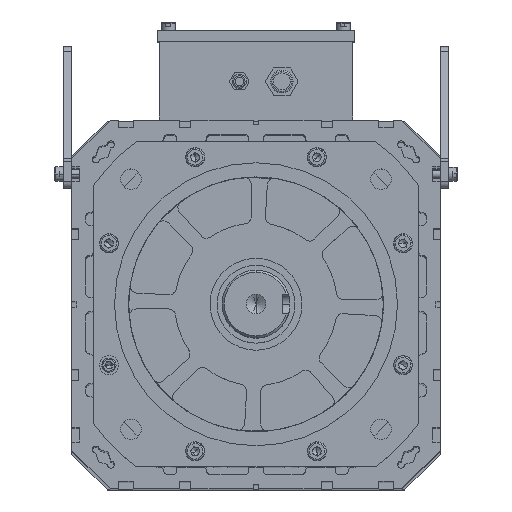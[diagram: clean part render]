
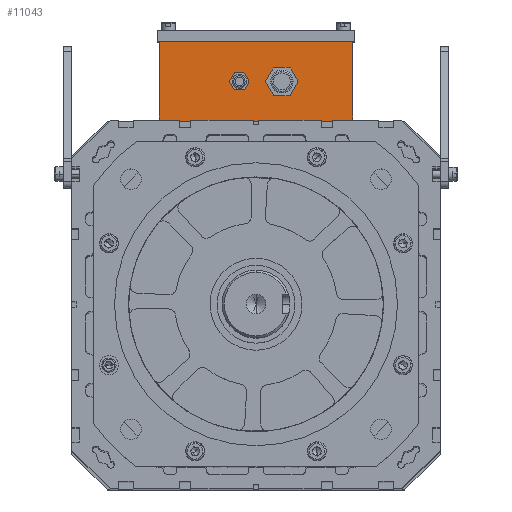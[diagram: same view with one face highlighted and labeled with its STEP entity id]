
A CAD part, top view. The second image highlights one B-rep face of the part: STEP entity #11043.
In plain terms, the highlighted face is planar.
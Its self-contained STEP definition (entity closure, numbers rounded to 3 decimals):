
#11 = EDGE_LOOP ( 'NONE', ( #5909, #17096 ) ) ;
#579 = FACE_OUTER_BOUND ( 'NONE', #28713, .T. ) ;
#1149 = CARTESIAN_POINT ( 'NONE',  ( -68.25, 77.5, 56. ) ) ;
#1754 = AXIS2_PLACEMENT_3D ( 'NONE', #28368, #22028, #17000 ) ;
#3268 = EDGE_CURVE ( 'NONE', #8292, #28788, #6366, .T. ) ;
#3366 = ORIENTED_EDGE ( 'NONE', *, *, #13346, .T. ) ;
#3775 = AXIS2_PLACEMENT_3D ( 'NONE', #27395, #11610, #11747 ) ;
#4433 = CARTESIAN_POINT ( 'NONE',  ( -68.25, 77.5, 0. ) ) ;
#5114 = CARTESIAN_POINT ( 'NONE',  ( 68.25, 77.5, 0. ) ) ;
#5444 = DIRECTION ( 'NONE',  ( 0., -1., 0. ) ) ;
#5909 = ORIENTED_EDGE ( 'NONE', *, *, #21654, .F. ) ;
#6162 = VERTEX_POINT ( 'NONE', #5114 ) ;
#6366 = CIRCLE ( 'NONE', #20060, 6. ) ;
#7269 = CARTESIAN_POINT ( 'NONE',  ( -18.25, 77.5, 28. ) ) ;
#8292 = VERTEX_POINT ( 'NONE', #12577 ) ;
#8916 = CARTESIAN_POINT ( 'NONE',  ( -68.25, 77.5, 0. ) ) ;
#9505 = CARTESIAN_POINT ( 'NONE',  ( -68.25, 77.5, 56. ) ) ;
#9585 = PLANE ( 'NONE',  #15769 ) ;
#10454 = ORIENTED_EDGE ( 'NONE', *, *, #11964, .F. ) ;
#11043 = ADVANCED_FACE ( 'NONE', ( #20685, #16109, #579 ), #9585, .F. ) ;
#11610 = DIRECTION ( 'NONE',  ( 0., 1., 0. ) ) ;
#11747 = DIRECTION ( 'NONE',  ( 0., 0., 1. ) ) ;
#11964 = EDGE_CURVE ( 'NONE', #12423, #26557, #28396, .T. ) ;
#12135 = CIRCLE ( 'NONE', #16837, 4. ) ;
#12423 = VERTEX_POINT ( 'NONE', #18001 ) ;
#12577 = CARTESIAN_POINT ( 'NONE',  ( -18.25, 77.5, 22. ) ) ;
#12794 = EDGE_CURVE ( 'NONE', #26557, #17027, #13394, .T. ) ;
#13346 = EDGE_CURVE ( 'NONE', #6162, #17027, #22792, .T. ) ;
#13394 = LINE ( 'NONE', #26818, #14722 ) ;
#13751 = CARTESIAN_POINT ( 'NONE',  ( 11.75, 77.5, 24. ) ) ;
#14032 = CIRCLE ( 'NONE', #1754, 6. ) ;
#14644 = VECTOR ( 'NONE', #21820, 1000. ) ;
#14722 = VECTOR ( 'NONE', #24310, 1000. ) ;
#14878 = CARTESIAN_POINT ( 'NONE',  ( 68.25, 77.5, 56. ) ) ;
#15015 = EDGE_CURVE ( 'NONE', #26733, #15977, #18868, .T. ) ;
#15513 = DIRECTION ( 'NONE',  ( 0., 0., 1. ) ) ;
#15769 = AXIS2_PLACEMENT_3D ( 'NONE', #1149, #5444, #19180 ) ;
#15977 = VERTEX_POINT ( 'NONE', #13751 ) ;
#16109 = FACE_BOUND ( 'NONE', #25416, .T. ) ;
#16824 = CARTESIAN_POINT ( 'NONE',  ( -18.25, 77.5, 34. ) ) ;
#16837 = AXIS2_PLACEMENT_3D ( 'NONE', #27008, #22434, #15513 ) ;
#17000 = DIRECTION ( 'NONE',  ( 0., 0., 1. ) ) ;
#17027 = VERTEX_POINT ( 'NONE', #4433 ) ;
#17096 = ORIENTED_EDGE ( 'NONE', *, *, #3268, .F. ) ;
#18001 = CARTESIAN_POINT ( 'NONE',  ( 68.25, 77.5, 56. ) ) ;
#18083 = DIRECTION ( 'NONE',  ( 0., 0., 1. ) ) ;
#18868 = CIRCLE ( 'NONE', #3775, 4. ) ;
#18944 = CARTESIAN_POINT ( 'NONE',  ( 11.75, 77.5, 32. ) ) ;
#19180 = DIRECTION ( 'NONE',  ( 0., 0., -1. ) ) ;
#19844 = CARTESIAN_POINT ( 'NONE',  ( -68.25, 77.5, 56. ) ) ;
#20060 = AXIS2_PLACEMENT_3D ( 'NONE', #7269, #25155, #18083 ) ;
#20133 = ORIENTED_EDGE ( 'NONE', *, *, #15015, .F. ) ;
#20286 = DIRECTION ( 'NONE',  ( -1., 0., 0. ) ) ;
#20627 = ORIENTED_EDGE ( 'NONE', *, *, #26386, .T. ) ;
#20685 = FACE_BOUND ( 'NONE', #11, .T. ) ;
#21654 = EDGE_CURVE ( 'NONE', #28788, #8292, #14032, .T. ) ;
#21820 = DIRECTION ( 'NONE',  ( 0., 0., -1. ) ) ;
#21972 = LINE ( 'NONE', #14878, #14644 ) ;
#22028 = DIRECTION ( 'NONE',  ( 0., 1., 0. ) ) ;
#22434 = DIRECTION ( 'NONE',  ( 0., 1., 0. ) ) ;
#22792 = LINE ( 'NONE', #8916, #27009 ) ;
#23454 = EDGE_CURVE ( 'NONE', #15977, #26733, #12135, .T. ) ;
#24310 = DIRECTION ( 'NONE',  ( 0., 0., -1. ) ) ;
#24991 = ORIENTED_EDGE ( 'NONE', *, *, #23454, .F. ) ;
#25155 = DIRECTION ( 'NONE',  ( 0., 1., 0. ) ) ;
#25404 = ORIENTED_EDGE ( 'NONE', *, *, #12794, .F. ) ;
#25416 = EDGE_LOOP ( 'NONE', ( #20133, #24991 ) ) ;
#25546 = VECTOR ( 'NONE', #26183, 1000. ) ;
#26183 = DIRECTION ( 'NONE',  ( -1., 0., 0. ) ) ;
#26386 = EDGE_CURVE ( 'NONE', #12423, #6162, #21972, .T. ) ;
#26557 = VERTEX_POINT ( 'NONE', #9505 ) ;
#26733 = VERTEX_POINT ( 'NONE', #18944 ) ;
#26818 = CARTESIAN_POINT ( 'NONE',  ( -68.25, 77.5, 56. ) ) ;
#27008 = CARTESIAN_POINT ( 'NONE',  ( 11.75, 77.5, 28. ) ) ;
#27009 = VECTOR ( 'NONE', #20286, 1000. ) ;
#27395 = CARTESIAN_POINT ( 'NONE',  ( 11.75, 77.5, 28. ) ) ;
#28368 = CARTESIAN_POINT ( 'NONE',  ( -18.25, 77.5, 28. ) ) ;
#28396 = LINE ( 'NONE', #19844, #25546 ) ;
#28713 = EDGE_LOOP ( 'NONE', ( #3366, #25404, #10454, #20627 ) ) ;
#28788 = VERTEX_POINT ( 'NONE', #16824 ) ;
